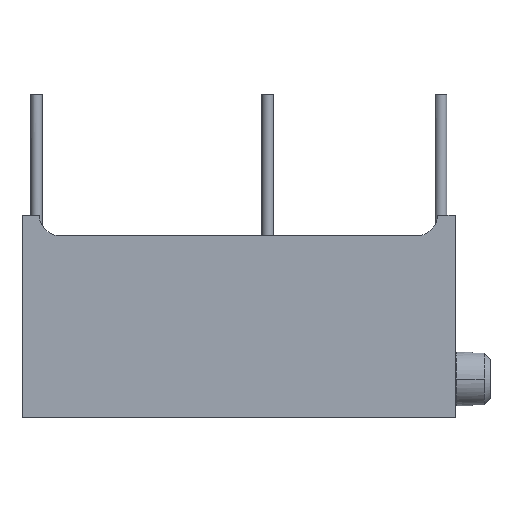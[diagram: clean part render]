
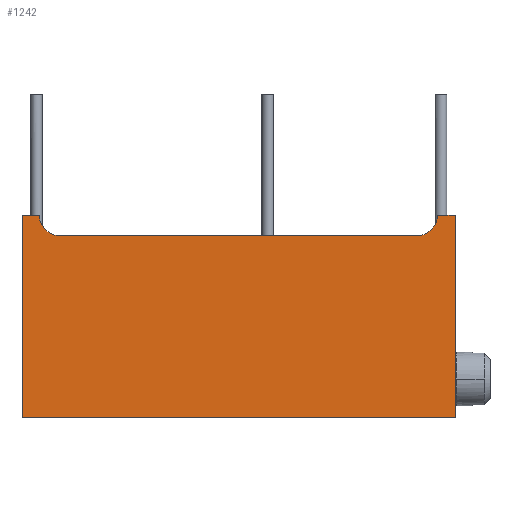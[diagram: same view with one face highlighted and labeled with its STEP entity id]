
A CAD part, top view. The second image highlights one B-rep face of the part: STEP entity #1242.
In plain terms, the highlighted planar face has unit normal (0, 0, 1).
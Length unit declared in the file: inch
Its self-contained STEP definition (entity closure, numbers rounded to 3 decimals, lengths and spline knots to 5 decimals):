
#247=CARTESIAN_POINT('',(0.065,0.35,0.19));
#248=DIRECTION('',(0.,0.,1.));
#249=DIRECTION('',(-1.,0.,0.));
#250=AXIS2_PLACEMENT_3D('',#247,#248,#249);
#252=DIRECTION('',(1.,0.,0.));
#253=VECTOR('',#252,0.619);
#254=CARTESIAN_POINT('',(0.065,0.315,0.19));
#255=LINE('',#254,#253);
#256=CARTESIAN_POINT('',(0.684,0.35,0.19));
#257=DIRECTION('',(0.,0.,1.));
#258=DIRECTION('',(0.,-1.,0.));
#259=AXIS2_PLACEMENT_3D('',#256,#257,#258);
#261=DIRECTION('',(-1.,0.,0.));
#262=VECTOR('',#261,0.031);
#263=CARTESIAN_POINT('',(0.75,0.35,0.19));
#264=LINE('',#263,#262);
#265=DIRECTION('',(0.,1.,0.));
#266=VECTOR('',#265,0.35);
#267=CARTESIAN_POINT('',(0.75,0.,0.19));
#268=LINE('',#267,#266);
#269=DIRECTION('',(1.,0.,0.));
#270=VECTOR('',#269,0.75);
#271=CARTESIAN_POINT('',(0.,0.,0.19));
#272=LINE('',#271,#270);
#273=DIRECTION('',(0.,-1.,0.));
#274=VECTOR('',#273,0.35);
#275=CARTESIAN_POINT('',(0.,0.35,0.19));
#276=LINE('',#275,#274);
#277=DIRECTION('',(-1.,0.,0.));
#278=VECTOR('',#277,0.03);
#279=CARTESIAN_POINT('',(0.03,0.35,0.19));
#280=LINE('',#279,#278);
#690=CARTESIAN_POINT('',(0.,0.,0.19));
#691=CARTESIAN_POINT('',(0.75,0.,0.19));
#692=VERTEX_POINT('',#690);
#693=VERTEX_POINT('',#691);
#694=CARTESIAN_POINT('',(0.75,0.35,0.19));
#695=VERTEX_POINT('',#694);
#696=CARTESIAN_POINT('',(0.,0.35,0.19));
#697=VERTEX_POINT('',#696);
#714=CARTESIAN_POINT('',(0.03,0.35,0.19));
#715=CARTESIAN_POINT('',(0.065,0.315,0.19));
#716=VERTEX_POINT('',#714);
#717=VERTEX_POINT('',#715);
#718=CARTESIAN_POINT('',(0.684,0.315,0.19));
#719=VERTEX_POINT('',#718);
#720=CARTESIAN_POINT('',(0.719,0.35,0.19));
#721=VERTEX_POINT('',#720);
#1224=CARTESIAN_POINT('',(0.,0.,0.19));
#1225=DIRECTION('',(0.,0.,1.));
#1226=DIRECTION('',(1.,0.,0.));
#1227=AXIS2_PLACEMENT_3D('',#1224,#1225,#1226);
#1228=PLANE('',#1227);
#1229=ORIENTED_EDGE('',*,*,#1079,.T.);
#1230=ORIENTED_EDGE('',*,*,#1215,.T.);
#1231=ORIENTED_EDGE('',*,*,#1188,.T.);
#1232=ORIENTED_EDGE('',*,*,#1125,.F.);
#1234=ORIENTED_EDGE('',*,*,#1233,.F.);
#1236=ORIENTED_EDGE('',*,*,#1235,.F.);
#1238=ORIENTED_EDGE('',*,*,#1237,.F.);
#1239=ORIENTED_EDGE('',*,*,#1153,.F.);
#1240=EDGE_LOOP('',(#1229,#1230,#1231,#1232,#1234,#1236,#1238,#1239));
#1241=FACE_OUTER_BOUND('',#1240,.F.);
#1242=ADVANCED_FACE('',(#1241),#1228,.T.);
#251=CIRCLE('',#250,0.035);
#260=CIRCLE('',#259,0.035);
#1079=EDGE_CURVE('',#716,#717,#251,.T.);
#1125=EDGE_CURVE('',#695,#721,#264,.T.);
#1153=EDGE_CURVE('',#716,#697,#280,.T.);
#1188=EDGE_CURVE('',#719,#721,#260,.T.);
#1215=EDGE_CURVE('',#717,#719,#255,.T.);
#1233=EDGE_CURVE('',#693,#695,#268,.T.);
#1235=EDGE_CURVE('',#692,#693,#272,.T.);
#1237=EDGE_CURVE('',#697,#692,#276,.T.);
